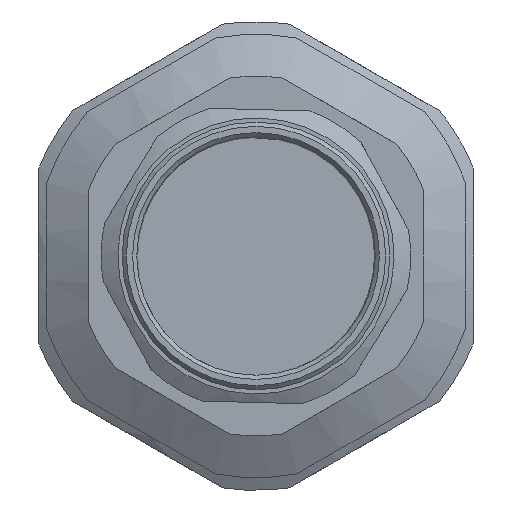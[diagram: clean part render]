
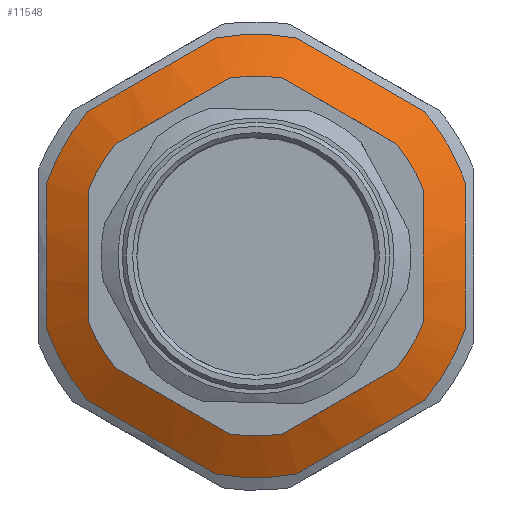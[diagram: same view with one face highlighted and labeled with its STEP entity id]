
A CAD part, left-side view. The second image highlights one B-rep face of the part: STEP entity #11548.
In plain terms, the highlighted conical face has half-angle 60 degrees and reference radius 22.95 mm.
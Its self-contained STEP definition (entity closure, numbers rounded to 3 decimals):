
#1062=CONICAL_SURFACE('',#12195,22.95,1.047);
#1712=LINE('',#27015,#2363);
#2363=VECTOR('',#14100,22.95);
#2403=(
BOUNDED_CURVE()
B_SPLINE_CURVE(2,(#26912,#26913,#26914),.UNSPECIFIED.,.F.,.F.)
B_SPLINE_CURVE_WITH_KNOTS((3,3),(0.,1.766),.UNSPECIFIED.)
CURVE()
GEOMETRIC_REPRESENTATION_ITEM()
RATIONAL_B_SPLINE_CURVE((1.,1.06,1.))
REPRESENTATION_ITEM('')
);
#2405=(
BOUNDED_CURVE()
B_SPLINE_CURVE(2,(#26925,#26926,#26927),.UNSPECIFIED.,.F.,.F.)
B_SPLINE_CURVE_WITH_KNOTS((3,3),(0.,1.766),.UNSPECIFIED.)
CURVE()
GEOMETRIC_REPRESENTATION_ITEM()
RATIONAL_B_SPLINE_CURVE((1.,1.06,1.))
REPRESENTATION_ITEM('')
);
#2407=(
BOUNDED_CURVE()
B_SPLINE_CURVE(2,(#26938,#26939,#26940),.UNSPECIFIED.,.F.,.F.)
B_SPLINE_CURVE_WITH_KNOTS((3,3),(0.,1.766),.UNSPECIFIED.)
CURVE()
GEOMETRIC_REPRESENTATION_ITEM()
RATIONAL_B_SPLINE_CURVE((1.,1.06,1.))
REPRESENTATION_ITEM('')
);
#2409=(
BOUNDED_CURVE()
B_SPLINE_CURVE(2,(#26951,#26952,#26953),.UNSPECIFIED.,.F.,.F.)
B_SPLINE_CURVE_WITH_KNOTS((3,3),(0.,1.766),.UNSPECIFIED.)
CURVE()
GEOMETRIC_REPRESENTATION_ITEM()
RATIONAL_B_SPLINE_CURVE((1.,1.06,1.))
REPRESENTATION_ITEM('')
);
#2411=(
BOUNDED_CURVE()
B_SPLINE_CURVE(2,(#26964,#26965,#26966),.UNSPECIFIED.,.F.,.F.)
B_SPLINE_CURVE_WITH_KNOTS((3,3),(0.,1.766),.UNSPECIFIED.)
CURVE()
GEOMETRIC_REPRESENTATION_ITEM()
RATIONAL_B_SPLINE_CURVE((1.,1.06,1.))
REPRESENTATION_ITEM('')
);
#2413=(
BOUNDED_CURVE()
B_SPLINE_CURVE(2,(#26977,#26978,#26979),.UNSPECIFIED.,.F.,.F.)
B_SPLINE_CURVE_WITH_KNOTS((3,3),(0.,1.766),.UNSPECIFIED.)
CURVE()
GEOMETRIC_REPRESENTATION_ITEM()
RATIONAL_B_SPLINE_CURVE((1.,1.06,1.))
REPRESENTATION_ITEM('')
);
#3693=FACE_OUTER_BOUND('',#4366,.T.);
#4366=EDGE_LOOP('',(#10719,#10720,#10721,#10722,#10723,#10724,#10725,#10726,
#10727,#10728,#10729,#10730,#10731,#10732,#10733,#10734,#10735));
#4678=CIRCLE('',#12154,19.4);
#4679=CIRCLE('',#12155,19.4);
#4691=CIRCLE('',#12185,26.5);
#4692=CIRCLE('',#12186,26.5);
#4693=CIRCLE('',#12188,26.5);
#4694=CIRCLE('',#12190,26.5);
#4695=CIRCLE('',#12192,26.5);
#4696=CIRCLE('',#12194,26.5);
#4697=CIRCLE('',#12196,26.5);
#5771=VERTEX_POINT('',#26890);
#5772=VERTEX_POINT('',#26891);
#5775=VERTEX_POINT('',#26910);
#5776=VERTEX_POINT('',#26911);
#5779=VERTEX_POINT('',#26923);
#5780=VERTEX_POINT('',#26924);
#5783=VERTEX_POINT('',#26936);
#5784=VERTEX_POINT('',#26937);
#5787=VERTEX_POINT('',#26949);
#5788=VERTEX_POINT('',#26950);
#5791=VERTEX_POINT('',#26962);
#5792=VERTEX_POINT('',#26963);
#5795=VERTEX_POINT('',#26975);
#5796=VERTEX_POINT('',#26976);
#5802=VERTEX_POINT('',#27002);
#7405=EDGE_CURVE('',#5771,#5772,#4678,.T.);
#7406=EDGE_CURVE('',#5772,#5771,#4679,.T.);
#7410=EDGE_CURVE('',#5775,#5776,#2403,.T.);
#7414=EDGE_CURVE('',#5779,#5780,#2405,.T.);
#7418=EDGE_CURVE('',#5783,#5784,#2407,.T.);
#7422=EDGE_CURVE('',#5787,#5788,#2409,.T.);
#7426=EDGE_CURVE('',#5791,#5792,#2411,.T.);
#7430=EDGE_CURVE('',#5795,#5796,#2413,.T.);
#7444=EDGE_CURVE('',#5775,#5802,#4691,.T.);
#7445=EDGE_CURVE('',#5802,#5796,#4692,.T.);
#7446=EDGE_CURVE('',#5795,#5792,#4693,.T.);
#7447=EDGE_CURVE('',#5791,#5788,#4694,.T.);
#7448=EDGE_CURVE('',#5787,#5784,#4695,.T.);
#7449=EDGE_CURVE('',#5783,#5780,#4696,.T.);
#7450=EDGE_CURVE('',#5779,#5776,#4697,.T.);
#7451=EDGE_CURVE('',#5802,#5772,#1712,.T.);
#10719=ORIENTED_EDGE('',*,*,#7410,.T.);
#10720=ORIENTED_EDGE('',*,*,#7450,.F.);
#10721=ORIENTED_EDGE('',*,*,#7414,.T.);
#10722=ORIENTED_EDGE('',*,*,#7449,.F.);
#10723=ORIENTED_EDGE('',*,*,#7418,.T.);
#10724=ORIENTED_EDGE('',*,*,#7448,.F.);
#10725=ORIENTED_EDGE('',*,*,#7422,.T.);
#10726=ORIENTED_EDGE('',*,*,#7447,.F.);
#10727=ORIENTED_EDGE('',*,*,#7426,.T.);
#10728=ORIENTED_EDGE('',*,*,#7446,.F.);
#10729=ORIENTED_EDGE('',*,*,#7430,.T.);
#10730=ORIENTED_EDGE('',*,*,#7445,.F.);
#10731=ORIENTED_EDGE('',*,*,#7451,.T.);
#10732=ORIENTED_EDGE('',*,*,#7406,.T.);
#10733=ORIENTED_EDGE('',*,*,#7405,.T.);
#10734=ORIENTED_EDGE('',*,*,#7451,.F.);
#10735=ORIENTED_EDGE('',*,*,#7444,.F.);
#11548=ADVANCED_FACE('',(#3693),#1062,.T.);
#12154=AXIS2_PLACEMENT_3D('',#26892,#14000,#14001);
#12155=AXIS2_PLACEMENT_3D('',#26893,#14002,#14003);
#12185=AXIS2_PLACEMENT_3D('',#27003,#14076,#14077);
#12186=AXIS2_PLACEMENT_3D('',#27004,#14078,#14079);
#12188=AXIS2_PLACEMENT_3D('',#27006,#14082,#14083);
#12190=AXIS2_PLACEMENT_3D('',#27008,#14086,#14087);
#12192=AXIS2_PLACEMENT_3D('',#27010,#14090,#14091);
#12194=AXIS2_PLACEMENT_3D('',#27012,#14094,#14095);
#12195=AXIS2_PLACEMENT_3D('',#27013,#14096,#14097);
#12196=AXIS2_PLACEMENT_3D('',#27014,#14098,#14099);
#14000=DIRECTION('center_axis',(1.,0.,0.));
#14001=DIRECTION('ref_axis',(0.,-0.5,-0.866));
#14002=DIRECTION('center_axis',(1.,0.,0.));
#14003=DIRECTION('ref_axis',(0.,-0.5,-0.866));
#14076=DIRECTION('center_axis',(1.,0.,0.));
#14077=DIRECTION('ref_axis',(0.,-0.5,-0.866));
#14078=DIRECTION('center_axis',(1.,0.,0.));
#14079=DIRECTION('ref_axis',(0.,-0.5,-0.866));
#14082=DIRECTION('center_axis',(1.,0.,0.));
#14083=DIRECTION('ref_axis',(0.,-0.5,-0.866));
#14086=DIRECTION('center_axis',(1.,0.,0.));
#14087=DIRECTION('ref_axis',(0.,-0.5,-0.866));
#14090=DIRECTION('center_axis',(1.,0.,0.));
#14091=DIRECTION('ref_axis',(0.,-0.5,-0.866));
#14094=DIRECTION('center_axis',(1.,0.,0.));
#14095=DIRECTION('ref_axis',(0.,-0.5,-0.866));
#14096=DIRECTION('center_axis',(1.,0.,0.));
#14097=DIRECTION('ref_axis',(0.,0.866,-0.5));
#14098=DIRECTION('center_axis',(1.,0.,0.));
#14099=DIRECTION('ref_axis',(0.,-0.5,-0.866));
#14100=DIRECTION('',(-0.5,0.75,-0.433));
#26890=CARTESIAN_POINT('',(11.193,6.977,-6.467));
#26891=CARTESIAN_POINT('',(11.193,-26.624,12.933));
#26892=CARTESIAN_POINT('Origin',(11.193,-9.823,3.233));
#26893=CARTESIAN_POINT('Origin',(11.193,-9.823,3.233));
#26910=CARTESIAN_POINT('',(15.293,-29.935,20.489));
#26911=CARTESIAN_POINT('',(15.293,-14.712,29.278));
#26912=CARTESIAN_POINT('Ctrl Pts',(15.293,-29.935,20.489));
#26913=CARTESIAN_POINT('Ctrl Pts',(13.61,-22.323,24.884));
#26914=CARTESIAN_POINT('Ctrl Pts',(15.293,-14.712,29.278));
#26923=CARTESIAN_POINT('',(15.293,-4.935,29.278));
#26924=CARTESIAN_POINT('',(15.293,10.288,20.489));
#26925=CARTESIAN_POINT('Ctrl Pts',(15.293,-4.935,29.278));
#26926=CARTESIAN_POINT('Ctrl Pts',(13.61,2.677,24.884));
#26927=CARTESIAN_POINT('Ctrl Pts',(15.293,10.288,20.489));
#26936=CARTESIAN_POINT('',(15.293,15.177,12.022));
#26937=CARTESIAN_POINT('',(15.293,15.177,-5.556));
#26938=CARTESIAN_POINT('Ctrl Pts',(15.293,15.177,12.022));
#26939=CARTESIAN_POINT('Ctrl Pts',(13.61,15.177,3.233));
#26940=CARTESIAN_POINT('Ctrl Pts',(15.293,15.177,-5.556));
#26949=CARTESIAN_POINT('',(15.293,10.288,-14.023));
#26950=CARTESIAN_POINT('',(15.293,-4.935,-22.812));
#26951=CARTESIAN_POINT('Ctrl Pts',(15.293,10.288,-14.023));
#26952=CARTESIAN_POINT('Ctrl Pts',(13.61,2.677,-18.418));
#26953=CARTESIAN_POINT('Ctrl Pts',(15.293,-4.935,-22.812));
#26962=CARTESIAN_POINT('',(15.293,-14.712,-22.812));
#26963=CARTESIAN_POINT('',(15.293,-29.935,-14.023));
#26964=CARTESIAN_POINT('Ctrl Pts',(15.293,-14.712,-22.812));
#26965=CARTESIAN_POINT('Ctrl Pts',(13.61,-22.323,-18.418));
#26966=CARTESIAN_POINT('Ctrl Pts',(15.293,-29.935,-14.023));
#26975=CARTESIAN_POINT('',(15.293,-34.823,-5.556));
#26976=CARTESIAN_POINT('',(15.293,-34.823,12.022));
#26977=CARTESIAN_POINT('Ctrl Pts',(15.293,-34.823,-5.556));
#26978=CARTESIAN_POINT('Ctrl Pts',(13.61,-34.823,3.233));
#26979=CARTESIAN_POINT('Ctrl Pts',(15.293,-34.823,12.022));
#27002=CARTESIAN_POINT('',(15.293,-32.773,16.483));
#27003=CARTESIAN_POINT('Origin',(15.293,-9.823,3.233));
#27004=CARTESIAN_POINT('Origin',(15.293,-9.823,3.233));
#27006=CARTESIAN_POINT('Origin',(15.293,-9.823,3.233));
#27008=CARTESIAN_POINT('Origin',(15.293,-9.823,3.233));
#27010=CARTESIAN_POINT('Origin',(15.293,-9.823,3.233));
#27012=CARTESIAN_POINT('Origin',(15.293,-9.823,3.233));
#27013=CARTESIAN_POINT('Origin',(13.243,-9.823,3.233));
#27014=CARTESIAN_POINT('Origin',(15.293,-9.823,3.233));
#27015=CARTESIAN_POINT('',(13.243,-29.699,14.708));
